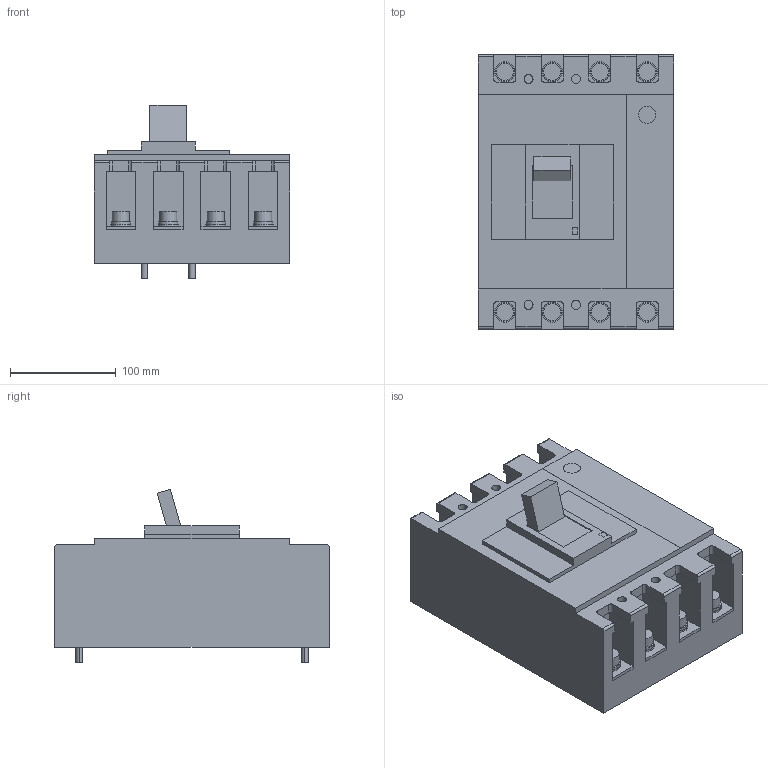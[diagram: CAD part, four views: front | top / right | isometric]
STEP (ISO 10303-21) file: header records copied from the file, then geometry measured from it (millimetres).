
FILE_DESCRIPTION (( 'STEP AP214' ), '1' );
FILE_NAME ('PS400NF4F.STEP', '2023-03-10T03:50:43', ( 'CAD' ), ( '' ), 'SwSTEP 2.0', 'SolidWorks 2015', '' );
FILE_SCHEMA (( 'AUTOMOTIVE_DESIGN' ));
Length unit declared in the file: millimetre
Products named in the file (1): PS400NF4F
Bounding box: 185 x 260 x 164.3 mm (x, y, z)
Volume: 4572897.6 mm3; surface area: 282433.9 mm2
Topology: 21 solids, 21 shells, 369 faces, 846 edges, 564 vertices
Faces by surface type: plane 213, cylinder 156
Entity records: 12426 total; most frequent: DIRECTION 1898, CARTESIAN_POINT 1780, ORIENTED_EDGE 1692, EDGE_CURVE 846, AXIS2_PLACEMENT_3D 682, VERTEX_POINT 564, LINE 534, VECTOR 534
